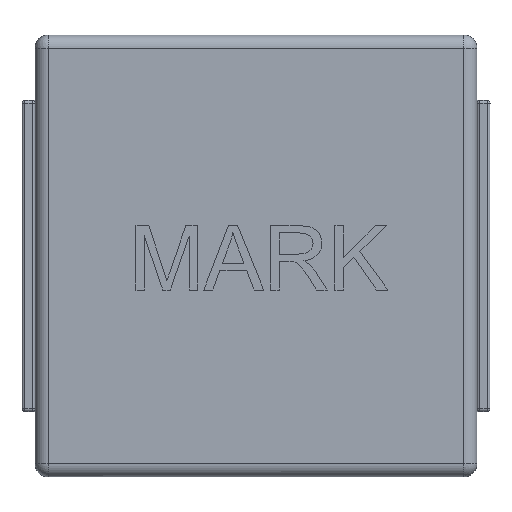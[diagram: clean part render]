
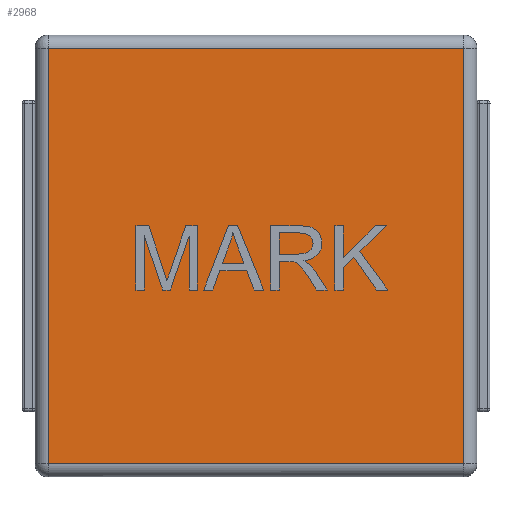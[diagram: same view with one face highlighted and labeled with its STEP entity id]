
A CAD part, left-side view. The second image highlights one B-rep face of the part: STEP entity #2968.
In plain terms, the highlighted face is planar.
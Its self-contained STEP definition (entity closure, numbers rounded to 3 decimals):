
#173 = CARTESIAN_POINT ( 'NONE',  ( -7.95, 6.75, -7.95 ) ) ;
#296 = ORIENTED_EDGE ( 'NONE', *, *, #4899, .F. ) ;
#661 = EDGE_CURVE ( 'NONE', #2519, #5940, #2954, .T. ) ;
#1581 = VECTOR ( 'NONE', #3481, 1000. ) ;
#1653 = LINE ( 'NONE', #173, #1581 ) ;
#1765 = CARTESIAN_POINT ( 'NONE',  ( -7.95, 6.75, 7.95 ) ) ;
#2068 = PLANE ( 'NONE',  #2942 ) ;
#2390 = VERTEX_POINT ( 'NONE', #5749 ) ;
#2476 = DIRECTION ( 'NONE',  ( 0., 0., 1. ) ) ;
#2519 = VERTEX_POINT ( 'NONE', #3891 ) ;
#2583 = CARTESIAN_POINT ( 'NONE',  ( 7.95, 6.75, 7.95 ) ) ;
#2660 = VECTOR ( 'NONE', #6002, 1000. ) ;
#2942 = AXIS2_PLACEMENT_3D ( 'NONE', #3971, #4998, #4460 ) ;
#2954 = LINE ( 'NONE', #5355, #4006 ) ;
#2968 = ADVANCED_FACE ( 'NONE', ( #3098 ), #2068, .T. ) ;
#3098 = FACE_OUTER_BOUND ( 'NONE', #3173, .T. ) ;
#3173 = EDGE_LOOP ( 'NONE', ( #4564, #3963, #3657, #296 ) ) ;
#3481 = DIRECTION ( 'NONE',  ( 1., 0., 0. ) ) ;
#3583 = LINE ( 'NONE', #4168, #2660 ) ;
#3657 = ORIENTED_EDGE ( 'NONE', *, *, #3861, .F. ) ;
#3686 = DIRECTION ( 'NONE',  ( 0., 0., -1. ) ) ;
#3861 = EDGE_CURVE ( 'NONE', #4986, #2390, #4658, .T. ) ;
#3891 = CARTESIAN_POINT ( 'NONE',  ( 7.95, 6.75, -7.95 ) ) ;
#3963 = ORIENTED_EDGE ( 'NONE', *, *, #5158, .F. ) ;
#3971 = CARTESIAN_POINT ( 'NONE',  ( 7.95, 6.75, 0. ) ) ;
#4006 = VECTOR ( 'NONE', #2476, 1000. ) ;
#4168 = CARTESIAN_POINT ( 'NONE',  ( 7.95, 6.75, 7.95 ) ) ;
#4460 = DIRECTION ( 'NONE',  ( 0., 0., -1. ) ) ;
#4515 = CARTESIAN_POINT ( 'NONE',  ( -7.95, 6.75, 7.95 ) ) ;
#4564 = ORIENTED_EDGE ( 'NONE', *, *, #661, .F. ) ;
#4658 = LINE ( 'NONE', #1765, #4847 ) ;
#4847 = VECTOR ( 'NONE', #3686, 1000. ) ;
#4899 = EDGE_CURVE ( 'NONE', #5940, #4986, #3583, .T. ) ;
#4986 = VERTEX_POINT ( 'NONE', #4515 ) ;
#4998 = DIRECTION ( 'NONE',  ( 0., 1., 0. ) ) ;
#5158 = EDGE_CURVE ( 'NONE', #2390, #2519, #1653, .T. ) ;
#5355 = CARTESIAN_POINT ( 'NONE',  ( 7.95, 6.75, -7.95 ) ) ;
#5749 = CARTESIAN_POINT ( 'NONE',  ( -7.95, 6.75, -7.95 ) ) ;
#5940 = VERTEX_POINT ( 'NONE', #2583 ) ;
#6002 = DIRECTION ( 'NONE',  ( -1., 0., 0. ) ) ;
